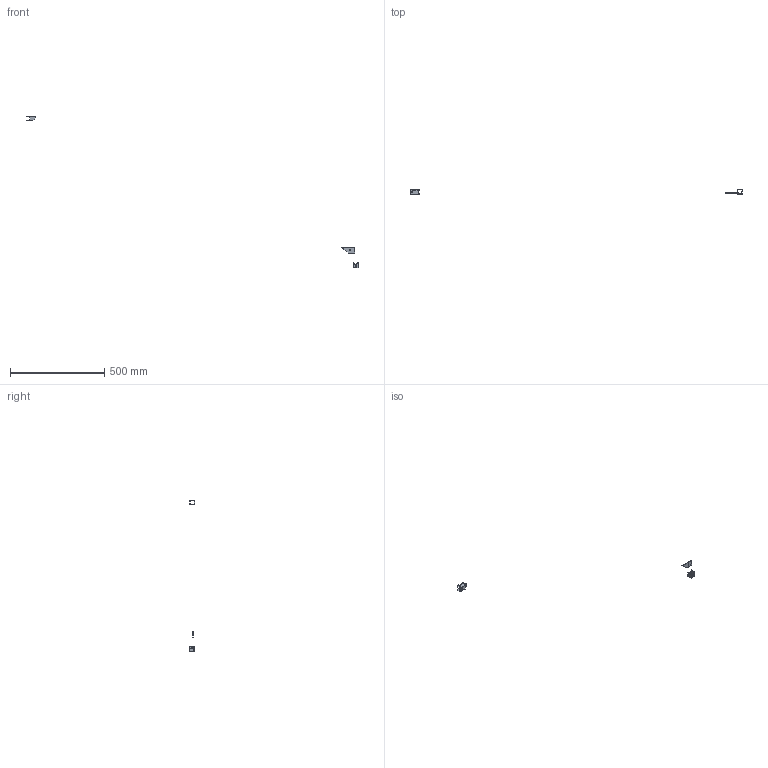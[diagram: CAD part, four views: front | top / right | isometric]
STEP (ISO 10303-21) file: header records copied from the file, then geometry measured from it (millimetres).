
FILE_DESCRIPTION(/* description */ (''),/* implementation_level */ '2;1');
FILE_NAME(/* name */ 'Bracket.stp',/* time_stamp */ '2018-05-08T02:48:38+09:00',/* author */ ('KITformula'),/* organization */ (''),/* preprocessor_version */ 'ST-DEVELOPER v16.13',/* originating_system */ 'Autodesk Inventor 2018',/* authorisation */ '');
FILE_SCHEMA (('AUTOMOTIVE_DESIGN { 1 0 10303 214 3 1 1 }'));
Length unit declared in the file: millimetre
Products named in the file (1): Bracket
Bounding box: 1765.08 x 27.5 x 807.28 mm (x, y, z)
Volume: 15154 mm3; surface area: 14602.2 mm2
Topology: 3 solids, 3 shells, 48 faces, 134 edges, 90 vertices
Faces by surface type: plane 28, cylinder 20
Full cylindrical faces by diameter (mm): 5 x3, 8 x2
Entity records: 1618 total; most frequent: CARTESIAN_POINT 280, DIRECTION 272, ORIENTED_EDGE 258, EDGE_CURVE 129, AXIS2_PLACEMENT_3D 100, VERTEX_POINT 90, LINE 72, VECTOR 72
